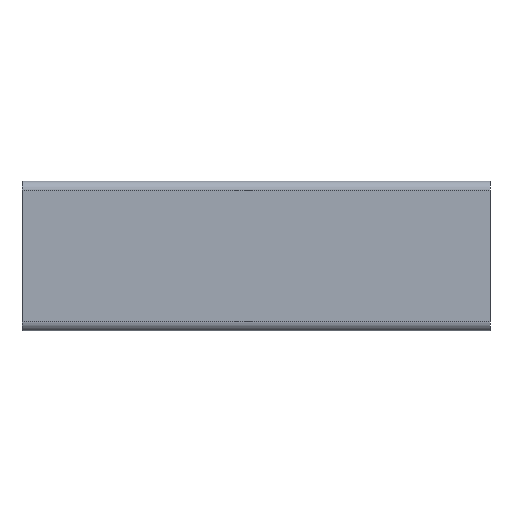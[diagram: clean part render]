
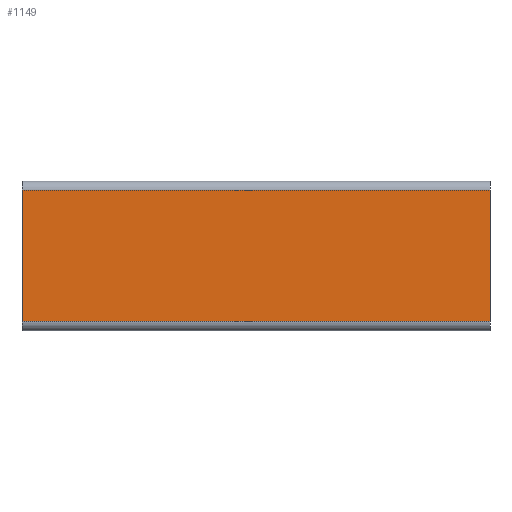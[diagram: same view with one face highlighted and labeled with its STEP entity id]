
A CAD part, top view. The second image highlights one B-rep face of the part: STEP entity #1149.
In plain terms, the highlighted planar face has unit normal (0, 0, 1).
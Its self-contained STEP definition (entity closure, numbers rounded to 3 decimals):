
#21=PLANE('',#1259);
#76=LINE('',#7330,#134);
#78=LINE('',#7336,#136);
#79=LINE('',#7338,#137);
#80=LINE('',#7339,#138);
#134=VECTOR('',#1479,10.);
#136=VECTOR('',#1485,10.);
#137=VECTOR('',#1486,10.);
#138=VECTOR('',#1487,10.);
#222=FACE_OUTER_BOUND('',#286,.T.);
#286=EDGE_LOOP('',(#928,#929,#930,#931));
#499=VERTEX_POINT('',#7327);
#500=VERTEX_POINT('',#7329);
#502=VERTEX_POINT('',#7335);
#503=VERTEX_POINT('',#7337);
#657=EDGE_CURVE('',#499,#500,#76,.T.);
#660=EDGE_CURVE('',#499,#502,#78,.T.);
#661=EDGE_CURVE('',#503,#502,#79,.T.);
#662=EDGE_CURVE('',#503,#500,#80,.T.);
#928=ORIENTED_EDGE('',*,*,#657,.F.);
#929=ORIENTED_EDGE('',*,*,#660,.T.);
#930=ORIENTED_EDGE('',*,*,#661,.F.);
#931=ORIENTED_EDGE('',*,*,#662,.T.);
#1149=ADVANCED_FACE('',(#222),#21,.T.);
#1259=AXIS2_PLACEMENT_3D('',#7334,#1483,#1484);
#1479=DIRECTION('',(-1.,0.,0.));
#1483=DIRECTION('center_axis',(0.,0.,1.));
#1484=DIRECTION('ref_axis',(1.,0.,0.));
#1485=DIRECTION('',(0.,1.,0.));
#1486=DIRECTION('',(1.,0.,0.));
#1487=DIRECTION('',(0.,-1.,0.));
#7327=CARTESIAN_POINT('',(125.,-35.,20.));
#7329=CARTESIAN_POINT('',(-125.,-35.,20.));
#7330=CARTESIAN_POINT('',(-62.5,-35.,20.));
#7334=CARTESIAN_POINT('Origin',(0.,0.,20.));
#7335=CARTESIAN_POINT('',(125.,35.,20.));
#7336=CARTESIAN_POINT('',(125.,40.,20.));
#7337=CARTESIAN_POINT('',(-125.,35.,20.));
#7338=CARTESIAN_POINT('',(62.5,35.,20.));
#7339=CARTESIAN_POINT('',(-125.,-40.,20.));
